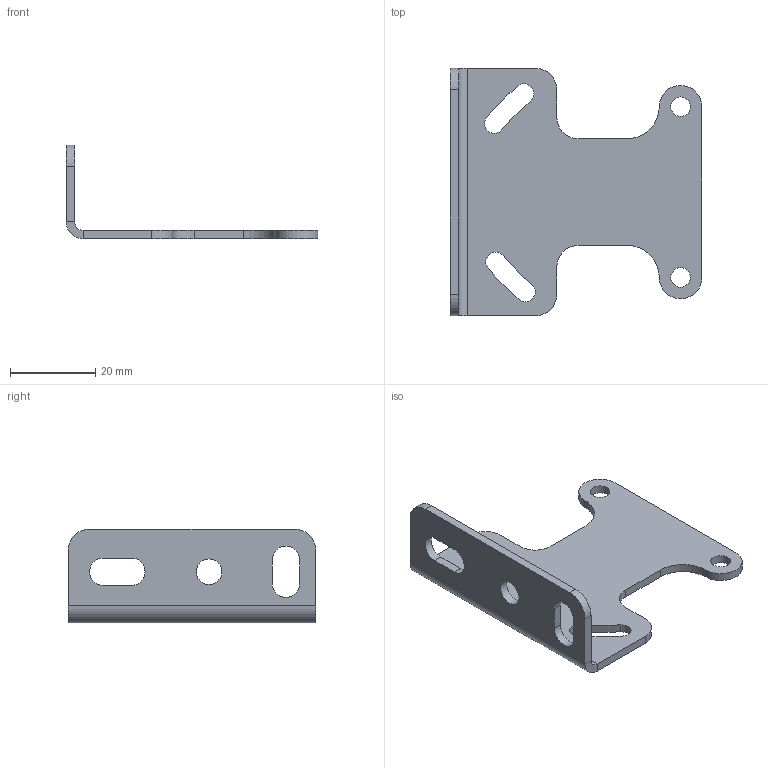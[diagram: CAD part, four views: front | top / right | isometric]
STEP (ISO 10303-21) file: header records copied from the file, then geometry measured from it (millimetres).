
FILE_DESCRIPTION(/* description */ ('Unknown'),/* implementation_level */ '2;1');
FILE_NAME(/* name */ 'PV-KU-U18-S',/* time_stamp */ '2021-01-19T09:40:16+05:00',/* author */ ('Unknown'),/* organization */ ('Unknown'),/* preprocessor_version */ 'ST-DEVELOPER v16.7',/* originating_system */ 'Solid Edge',/* authorisation */ 'Unknown');
FILE_SCHEMA (('AUTOMOTIVE_DESIGN {1 0 10303 214 3 1 1}'));
Length unit declared in the file: millimetre
Products named in the file (1): ﾀ2.032 ﾊ煇鳫
Bounding box: 59 x 58 x 22 mm (x, y, z)
Volume: 6598.4 mm3; surface area: 7547.1 mm2
Topology: 1 solids, 1 shells, 47 faces, 128 edges, 83 vertices
Faces by surface type: cylinder 27, plane 20
Full cylindrical faces by diameter (mm): 4.6 x2, 6 x1
Entity records: 1534 total; most frequent: DIRECTION 274, CARTESIAN_POINT 254, ORIENTED_EDGE 248, EDGE_CURVE 124, AXIS2_PLACEMENT_3D 102, VERTEX_POINT 82, LINE 70, VECTOR 70
